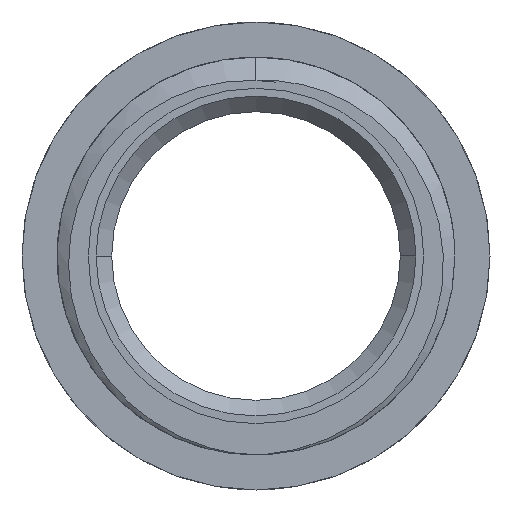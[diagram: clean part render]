
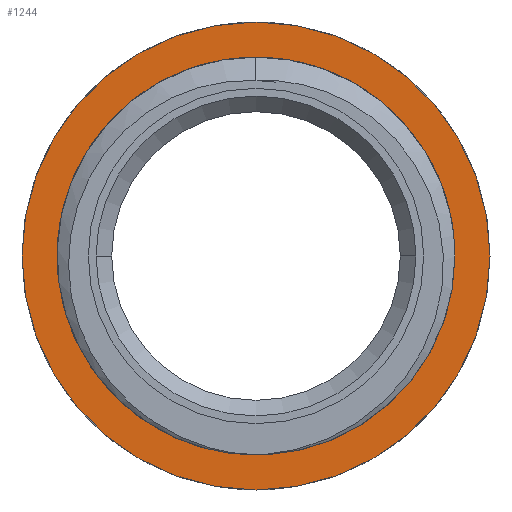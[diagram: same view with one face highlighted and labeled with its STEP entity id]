
A CAD part, front view. The second image highlights one B-rep face of the part: STEP entity #1244.
In plain terms, the highlighted planar face has unit normal (0, -1, 0).
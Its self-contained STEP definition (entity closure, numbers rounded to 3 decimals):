
#283=CARTESIAN_POINT('',(0.4,-2.,12.744));
#284=CARTESIAN_POINT('',(0.969,-2.,12.704));
#285=CARTESIAN_POINT('',(2.086,-2.,12.551));
#286=CARTESIAN_POINT('',(3.717,-2.,12.101));
#287=CARTESIAN_POINT('',(5.27,-2.,11.439));
#288=CARTESIAN_POINT('',(6.711,-2.,10.581));
#289=CARTESIAN_POINT('',(8.025,-2.,9.539));
#290=CARTESIAN_POINT('',(9.18,-2.,8.337));
#291=CARTESIAN_POINT('',(10.159,-2.,6.997));
#292=CARTESIAN_POINT('',(10.949,-2.,5.539));
#293=CARTESIAN_POINT('',(11.531,-2.,4.));
#294=CARTESIAN_POINT('',(11.901,-2.,2.4));
#295=CARTESIAN_POINT('',(12.05,-2.,0.77));
#296=CARTESIAN_POINT('',(11.98,-2.,-0.853));
#297=CARTESIAN_POINT('',(11.69,-2.,-2.454));
#298=CARTESIAN_POINT('',(11.191,-2.,-3.984));
#299=CARTESIAN_POINT('',(10.489,-2.,-5.436));
#300=CARTESIAN_POINT('',(9.602,-2.,-6.768));
#301=CARTESIAN_POINT('',(8.548,-2.,-7.963));
#302=CARTESIAN_POINT('',(7.34,-2.,-9.003));
#303=CARTESIAN_POINT('',(6.019,-2.,-9.858));
#304=CARTESIAN_POINT('',(4.585,-2.,-10.529));
#305=CARTESIAN_POINT('',(3.096,-2.,-10.991));
#306=CARTESIAN_POINT('',(1.547,-2.,-11.246));
#307=CARTESIAN_POINT('',(0.518,-2.,-11.272));
#308=CARTESIAN_POINT('',(0.,-2.,-11.25));
#429=CARTESIAN_POINT('',(0.,-2.,0.));
#430=DIRECTION('',(0.,1.,0.));
#431=DIRECTION('',(1.,0.,0.));
#432=AXIS2_PLACEMENT_3D('',#429,#430,#431);
#434=CARTESIAN_POINT('',(0.,-2.,0.));
#435=DIRECTION('',(0.,1.,0.));
#436=DIRECTION('',(-1.,0.,0.));
#437=AXIS2_PLACEMENT_3D('',#434,#435,#436);
#724=CARTESIAN_POINT('',(0.,-2.,0.));
#725=DIRECTION('',(0.,-1.,0.));
#726=DIRECTION('',(0.031,0.,1.));
#727=AXIS2_PLACEMENT_3D('',#724,#725,#726);
#729=CARTESIAN_POINT('',(0.,-2.,-11.25));
#730=CARTESIAN_POINT('',(-0.489,-2.,-11.271));
#731=CARTESIAN_POINT('',(-1.459,-2.,-11.249));
#732=CARTESIAN_POINT('',(-2.911,-2.,-11.028));
#733=CARTESIAN_POINT('',(-4.315,-2.,-10.624));
#734=CARTESIAN_POINT('',(-5.647,-2.,-10.05));
#735=CARTESIAN_POINT('',(-6.909,-2.,-9.305));
#736=CARTESIAN_POINT('',(-8.095,-2.,-8.384));
#737=CARTESIAN_POINT('',(-9.197,-2.,-7.267));
#738=CARTESIAN_POINT('',(-10.16,-2.,-5.978));
#739=CARTESIAN_POINT('',(-10.936,-2.,-4.571));
#740=CARTESIAN_POINT('',(-11.514,-2.,-3.075));
#741=CARTESIAN_POINT('',(-11.886,-2.,-1.514));
#742=CARTESIAN_POINT('',(-12.047,-2.,0.089));
#743=CARTESIAN_POINT('',(-11.99,-2.,1.716));
#744=CARTESIAN_POINT('',(-11.716,-2.,3.321));
#745=CARTESIAN_POINT('',(-11.224,-2.,4.888));
#746=CARTESIAN_POINT('',(-10.527,-2.,6.374));
#747=CARTESIAN_POINT('',(-9.647,-2.,7.741));
#748=CARTESIAN_POINT('',(-8.633,-2.,8.936));
#749=CARTESIAN_POINT('',(-7.595,-2.,9.894));
#750=CARTESIAN_POINT('',(-6.594,-2.,10.639));
#751=CARTESIAN_POINT('',(-5.613,-2.,11.234));
#752=CARTESIAN_POINT('',(-4.636,-2.,11.715));
#753=CARTESIAN_POINT('',(-3.621,-2.,12.111));
#754=CARTESIAN_POINT('',(-2.565,-2.,12.421));
#755=CARTESIAN_POINT('',(-1.487,-2.,12.637));
#756=CARTESIAN_POINT('',(-0.764,-2.,12.719));
#757=CARTESIAN_POINT('',(-0.4,-2.,12.744));
#783=CARTESIAN_POINT('',(15.,-2.,0.));
#784=CARTESIAN_POINT('',(-15.,-2.,0.));
#785=VERTEX_POINT('',#783);
#786=VERTEX_POINT('',#784);
#787=CARTESIAN_POINT('',(0.4,-2.,12.744));
#788=CARTESIAN_POINT('',(-0.4,-2.,12.744));
#789=VERTEX_POINT('',#787);
#790=VERTEX_POINT('',#788);
#793=VERTEX_POINT('',#729);
#1226=CARTESIAN_POINT('',(0.,-2.,0.));
#1227=DIRECTION('',(0.,-1.,0.));
#1228=DIRECTION('',(-1.,0.,0.));
#1229=AXIS2_PLACEMENT_3D('',#1226,#1227,#1228);
#1230=PLANE('',#1229);
#1232=ORIENTED_EDGE('',*,*,#1231,.T.);
#1234=ORIENTED_EDGE('',*,*,#1233,.T.);
#1235=EDGE_LOOP('',(#1232,#1234));
#1236=FACE_OUTER_BOUND('',#1235,.F.);
#1238=ORIENTED_EDGE('',*,*,#1237,.T.);
#1240=ORIENTED_EDGE('',*,*,#1239,.F.);
#1241=ORIENTED_EDGE('',*,*,#1212,.F.);
#1242=EDGE_LOOP('',(#1238,#1240,#1241));
#1243=FACE_BOUND('',#1242,.F.);
#309=B_SPLINE_CURVE_WITH_KNOTS('',3,(#283,#284,#285,#286,#287,#288,#289,#290,
#291,#292,#293,#294,#295,#296,#297,#298,#299,#300,#301,#302,#303,#304,#305,#306,
#307,#308),.UNSPECIFIED.,.F.,.F.,(4,1,1,1,1,1,1,1,1,1,1,1,1,1,1,1,1,1,1,1,1,1,1,
4),(0.,0.043,0.087,0.13,
0.174,0.217,0.261,0.304,
0.348,0.391,0.435,0.478,
0.522,0.565,0.609,0.652,
0.696,0.739,0.783,0.826,
0.87,0.913,0.957,1.),.UNSPECIFIED.);
#433=CIRCLE('',#432,15.);
#438=CIRCLE('',#437,15.);
#728=CIRCLE('',#727,12.75);
#758=B_SPLINE_CURVE_WITH_KNOTS('',3,(#729,#730,#731,#732,#733,#734,#735,#736,
#737,#738,#739,#740,#741,#742,#743,#744,#745,#746,#747,#748,#749,#750,#751,#752,
#753,#754,#755,#756,#757),.UNSPECIFIED.,.F.,.F.,(4,1,1,1,1,1,1,1,1,1,1,1,1,1,1,
1,1,1,1,1,1,1,1,1,1,1,4),(0.,0.038,0.077,
0.115,0.154,0.192,0.231,
0.269,0.308,0.346,0.385,
0.423,0.462,0.5,0.538,0.577,
0.615,0.654,0.692,0.731,
0.769,0.808,0.846,0.885,
0.923,0.962,1.),.UNSPECIFIED.);
#1212=EDGE_CURVE('',#789,#793,#309,.T.);
#1231=EDGE_CURVE('',#785,#786,#433,.T.);
#1233=EDGE_CURVE('',#786,#785,#438,.T.);
#1237=EDGE_CURVE('',#789,#790,#728,.T.);
#1239=EDGE_CURVE('',#793,#790,#758,.T.);
#1244=ADVANCED_FACE('',(#1236,#1243),#1230,.T.);
